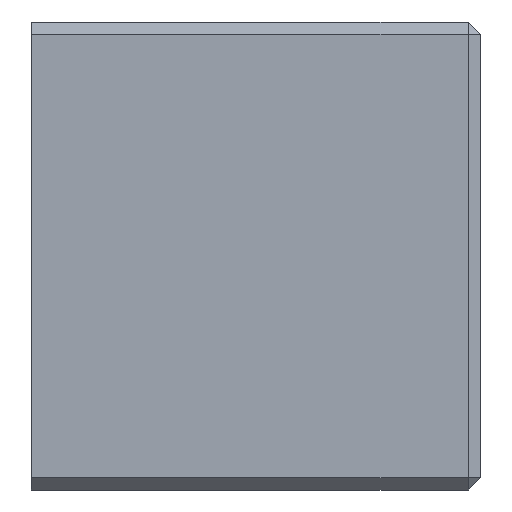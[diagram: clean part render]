
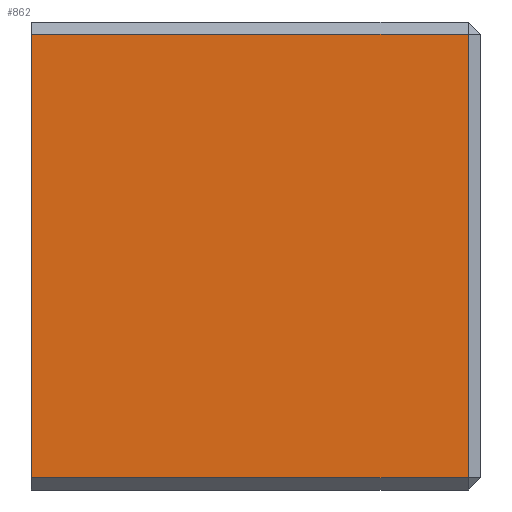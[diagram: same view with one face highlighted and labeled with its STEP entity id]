
A CAD part, left-side view. The second image highlights one B-rep face of the part: STEP entity #862.
In plain terms, the highlighted planar face has unit normal (-1, 0, 0).
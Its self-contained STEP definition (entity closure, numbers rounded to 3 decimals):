
#40=FACE_OUTER_BOUND('',#90,.T.);
#90=EDGE_LOOP('',(#639,#640,#641,#642));
#145=LINE('',#1239,#265);
#149=LINE('',#1246,#269);
#166=LINE('',#1279,#286);
#180=LINE('',#1305,#300);
#265=VECTOR('',#1007,10.);
#269=VECTOR('',#1013,10.);
#286=VECTOR('',#1044,10.);
#300=VECTOR('',#1070,10.);
#369=VERTEX_POINT('',#1215);
#377=VERTEX_POINT('',#1235);
#378=VERTEX_POINT('',#1242);
#388=VERTEX_POINT('',#1277);
#457=EDGE_CURVE('',#369,#377,#145,.T.);
#461=EDGE_CURVE('',#377,#378,#149,.T.);
#478=EDGE_CURVE('',#388,#369,#166,.T.);
#492=EDGE_CURVE('',#378,#388,#180,.T.);
#639=ORIENTED_EDGE('',*,*,#461,.F.);
#640=ORIENTED_EDGE('',*,*,#457,.F.);
#641=ORIENTED_EDGE('',*,*,#478,.F.);
#642=ORIENTED_EDGE('',*,*,#492,.F.);
#812=PLANE('',#926);
#862=ADVANCED_FACE('',(#40),#812,.T.);
#926=AXIS2_PLACEMENT_3D('',#1304,#1068,#1069);
#1007=DIRECTION('',(0.,0.,-1.));
#1013=DIRECTION('',(0.,1.,0.));
#1044=DIRECTION('',(0.,-1.,0.));
#1068=DIRECTION('center_axis',(-1.,0.,0.));
#1069=DIRECTION('ref_axis',(0.,0.,1.));
#1070=DIRECTION('',(0.,0.,1.));
#1215=CARTESIAN_POINT('',(0.,2.,-2.));
#1235=CARTESIAN_POINT('',(0.,2.,-73.));
#1239=CARTESIAN_POINT('',(0.,2.,-56.25));
#1242=CARTESIAN_POINT('',(0.,72.,-73.));
#1246=CARTESIAN_POINT('',(0.,0.,-73.));
#1277=CARTESIAN_POINT('',(0.,72.,-2.));
#1279=CARTESIAN_POINT('',(0.,0.,-2.));
#1304=CARTESIAN_POINT('Origin',(0.,0.,-75.));
#1305=CARTESIAN_POINT('',(0.,72.,-75.));
